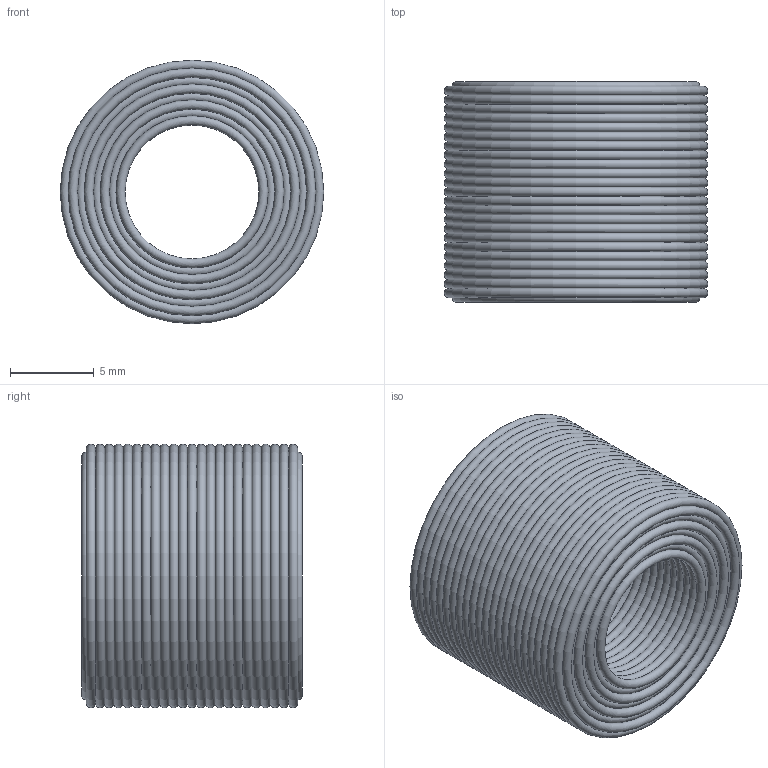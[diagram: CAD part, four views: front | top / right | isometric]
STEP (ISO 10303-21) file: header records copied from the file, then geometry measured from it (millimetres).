
FILE_DESCRIPTION(/* description */ (''),/* implementation_level */ '2;1');
FILE_NAME(/* name */ 'coil.stp',/* time_stamp */ '2023-09-09T12:08:38+02:00',/* author */ ('techn'),/* organization */ (''),/* preprocessor_version */ 'ST-DEVELOPER v18.1',/* originating_system */ 'Autodesk Inventor 2022',/* authorisation */ '');
FILE_SCHEMA (('AUTOMOTIVE_DESIGN { 1 0 10303 214 3 1 1 }'));
Length unit declared in the file: millimetre
Products named in the file (1): coil
Bounding box: 15.77 x 13.2 x 15.77 mm (x, y, z)
Volume: 1748.1 mm3; surface area: 6313.6 mm2
Topology: 4 solids, 4 shells, 188 faces, 376 edges, 188 vertices
Faces by surface type: torus 188
Entity records: 4948 total; most frequent: DIRECTION 1130, CARTESIAN_POINT 753, ORIENTED_EDGE 752, AXIS2_PLACEMENT_3D 565, CIRCLE 376, EDGE_CURVE 376, FACE_OUTER_BOUND 188, EDGE_LOOP 188
